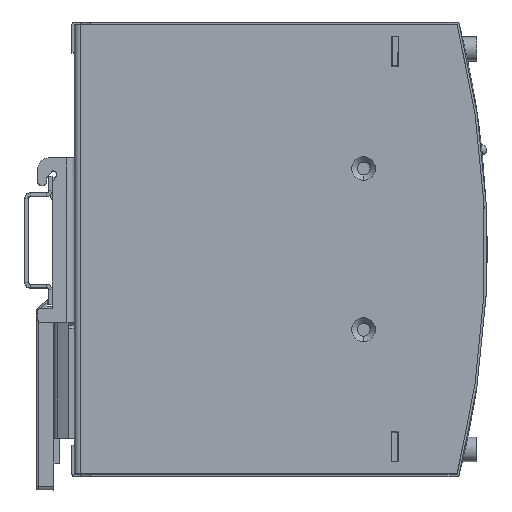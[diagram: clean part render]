
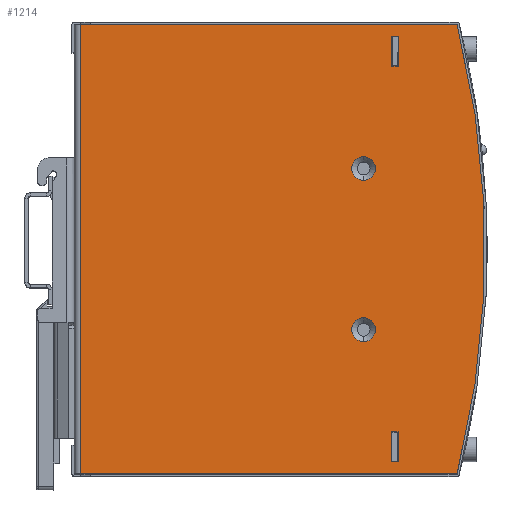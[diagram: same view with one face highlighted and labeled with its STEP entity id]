
A CAD part, top view. The second image highlights one B-rep face of the part: STEP entity #1214.
In plain terms, the highlighted planar face has unit normal (0, 0, 1).
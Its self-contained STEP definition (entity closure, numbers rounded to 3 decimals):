
#270=DIRECTION('',(-1.,0.,0.));
#271=VECTOR('',#270,102.928);
#272=CARTESIAN_POINT('',(104.528,123.3,0.));
#273=LINE('',#272,#271);
#302=CARTESIAN_POINT('',(-137.84,62.,0.));
#303=DIRECTION('',(0.,0.,-1.));
#304=DIRECTION('',(0.969,0.245,0.));
#305=AXIS2_PLACEMENT_3D('',#302,#303,#304);
#307=DIRECTION('',(-1.,0.,0.));
#308=VECTOR('',#307,102.928);
#309=CARTESIAN_POINT('',(104.528,0.7,0.));
#310=LINE('',#309,#308);
#311=DIRECTION('',(0.001,1.,0.));
#312=VECTOR('',#311,8.2);
#313=CARTESIAN_POINT('',(88.488,111.972,0.));
#314=LINE('',#313,#312);
#315=DIRECTION('',(-1.,0.001,0.));
#316=VECTOR('',#315,1.8);
#317=CARTESIAN_POINT('',(88.493,120.172,0.));
#318=LINE('',#317,#316);
#319=DIRECTION('',(-0.001,-1.,0.));
#320=VECTOR('',#319,8.2);
#321=CARTESIAN_POINT('',(86.693,120.173,0.));
#322=LINE('',#321,#320);
#323=DIRECTION('',(1.,-0.001,0.));
#324=VECTOR('',#323,1.8);
#325=CARTESIAN_POINT('',(86.688,111.973,0.));
#326=LINE('',#325,#324);
#327=DIRECTION('',(0.001,1.,0.));
#328=VECTOR('',#327,8.2);
#329=CARTESIAN_POINT('',(88.396,3.972,0.));
#330=LINE('',#329,#328);
#331=DIRECTION('',(-1.,0.001,0.));
#332=VECTOR('',#331,1.8);
#333=CARTESIAN_POINT('',(88.401,12.172,0.));
#334=LINE('',#333,#332);
#335=DIRECTION('',(-0.001,-1.,0.));
#336=VECTOR('',#335,8.2);
#337=CARTESIAN_POINT('',(86.601,12.173,0.));
#338=LINE('',#337,#336);
#339=DIRECTION('',(1.,-0.001,0.));
#340=VECTOR('',#339,1.8);
#341=CARTESIAN_POINT('',(86.596,3.973,0.));
#342=LINE('',#341,#340);
#343=CARTESIAN_POINT('',(79.,40.,0.));
#344=DIRECTION('',(0.,0.,1.));
#345=DIRECTION('',(0.,-1.,0.));
#346=AXIS2_PLACEMENT_3D('',#343,#344,#345);
#348=CARTESIAN_POINT('',(79.,40.,0.));
#349=DIRECTION('',(0.,0.,1.));
#350=DIRECTION('',(0.,1.,0.));
#351=AXIS2_PLACEMENT_3D('',#348,#349,#350);
#353=CARTESIAN_POINT('',(79.,84.,0.));
#354=DIRECTION('',(0.,0.,1.));
#355=DIRECTION('',(0.,-1.,0.));
#356=AXIS2_PLACEMENT_3D('',#353,#354,#355);
#358=CARTESIAN_POINT('',(79.,84.,0.));
#359=DIRECTION('',(0.,0.,1.));
#360=DIRECTION('',(0.,1.,0.));
#361=AXIS2_PLACEMENT_3D('',#358,#359,#360);
#596=DIRECTION('',(0.,-1.,0.));
#597=VECTOR('',#596,122.6);
#598=CARTESIAN_POINT('',(1.6,123.3,0.));
#599=LINE('',#598,#597);
#944=CARTESIAN_POINT('',(104.528,123.3,0.));
#945=CARTESIAN_POINT('',(1.6,123.3,0.));
#946=VERTEX_POINT('',#944);
#947=VERTEX_POINT('',#945);
#960=CARTESIAN_POINT('',(104.528,0.7,0.));
#961=VERTEX_POINT('',#960);
#962=CARTESIAN_POINT('',(1.6,0.7,0.));
#963=VERTEX_POINT('',#962);
#964=CARTESIAN_POINT('',(88.488,111.972,0.));
#965=CARTESIAN_POINT('',(88.493,120.172,0.));
#966=VERTEX_POINT('',#964);
#967=VERTEX_POINT('',#965);
#968=CARTESIAN_POINT('',(86.693,120.173,0.));
#969=VERTEX_POINT('',#968);
#970=CARTESIAN_POINT('',(86.688,111.973,0.));
#971=VERTEX_POINT('',#970);
#972=CARTESIAN_POINT('',(88.396,3.972,0.));
#973=CARTESIAN_POINT('',(88.401,12.172,0.));
#974=VERTEX_POINT('',#972);
#975=VERTEX_POINT('',#973);
#976=CARTESIAN_POINT('',(86.601,12.173,0.));
#977=VERTEX_POINT('',#976);
#978=CARTESIAN_POINT('',(86.596,3.973,0.));
#979=VERTEX_POINT('',#978);
#980=CARTESIAN_POINT('',(79.,36.75,0.));
#981=CARTESIAN_POINT('',(79.,43.25,0.));
#982=VERTEX_POINT('',#980);
#983=VERTEX_POINT('',#981);
#984=CARTESIAN_POINT('',(79.,80.75,0.));
#985=CARTESIAN_POINT('',(79.,87.25,0.));
#986=VERTEX_POINT('',#984);
#987=VERTEX_POINT('',#985);
#1168=CARTESIAN_POINT('',(0.,0.,0.));
#1169=DIRECTION('',(0.,0.,1.));
#1170=DIRECTION('',(1.,0.,0.));
#1171=AXIS2_PLACEMENT_3D('',#1168,#1169,#1170);
#1172=PLANE('',#1171);
#1173=ORIENTED_EDGE('',*,*,#1142,.F.);
#1175=ORIENTED_EDGE('',*,*,#1174,.T.);
#1177=ORIENTED_EDGE('',*,*,#1176,.T.);
#1179=ORIENTED_EDGE('',*,*,#1178,.F.);
#1180=EDGE_LOOP('',(#1173,#1175,#1177,#1179));
#1181=FACE_OUTER_BOUND('',#1180,.F.);
#1183=ORIENTED_EDGE('',*,*,#1182,.T.);
#1185=ORIENTED_EDGE('',*,*,#1184,.T.);
#1187=ORIENTED_EDGE('',*,*,#1186,.T.);
#1189=ORIENTED_EDGE('',*,*,#1188,.T.);
#1190=EDGE_LOOP('',(#1183,#1185,#1187,#1189));
#1191=FACE_BOUND('',#1190,.F.);
#1193=ORIENTED_EDGE('',*,*,#1192,.T.);
#1195=ORIENTED_EDGE('',*,*,#1194,.T.);
#1197=ORIENTED_EDGE('',*,*,#1196,.T.);
#1199=ORIENTED_EDGE('',*,*,#1198,.T.);
#1200=EDGE_LOOP('',(#1193,#1195,#1197,#1199));
#1201=FACE_BOUND('',#1200,.F.);
#1203=ORIENTED_EDGE('',*,*,#1202,.T.);
#1205=ORIENTED_EDGE('',*,*,#1204,.T.);
#1206=EDGE_LOOP('',(#1203,#1205));
#1207=FACE_BOUND('',#1206,.F.);
#1209=ORIENTED_EDGE('',*,*,#1208,.T.);
#1211=ORIENTED_EDGE('',*,*,#1210,.T.);
#1212=EDGE_LOOP('',(#1209,#1211));
#1213=FACE_BOUND('',#1212,.F.);
#306=CIRCLE('',#305,250.);
#347=CIRCLE('',#346,3.25);
#352=CIRCLE('',#351,3.25);
#357=CIRCLE('',#356,3.25);
#362=CIRCLE('',#361,3.25);
#1142=EDGE_CURVE('',#946,#947,#273,.T.);
#1174=EDGE_CURVE('',#946,#961,#306,.T.);
#1176=EDGE_CURVE('',#961,#963,#310,.T.);
#1178=EDGE_CURVE('',#947,#963,#599,.T.);
#1182=EDGE_CURVE('',#966,#967,#314,.T.);
#1184=EDGE_CURVE('',#967,#969,#318,.T.);
#1186=EDGE_CURVE('',#969,#971,#322,.T.);
#1188=EDGE_CURVE('',#971,#966,#326,.T.);
#1192=EDGE_CURVE('',#974,#975,#330,.T.);
#1194=EDGE_CURVE('',#975,#977,#334,.T.);
#1196=EDGE_CURVE('',#977,#979,#338,.T.);
#1198=EDGE_CURVE('',#979,#974,#342,.T.);
#1202=EDGE_CURVE('',#982,#983,#347,.T.);
#1204=EDGE_CURVE('',#983,#982,#352,.T.);
#1208=EDGE_CURVE('',#986,#987,#357,.T.);
#1210=EDGE_CURVE('',#987,#986,#362,.T.);
#1214=ADVANCED_FACE('',(#1181,#1191,#1201,#1207,#1213),#1172,.T.);
